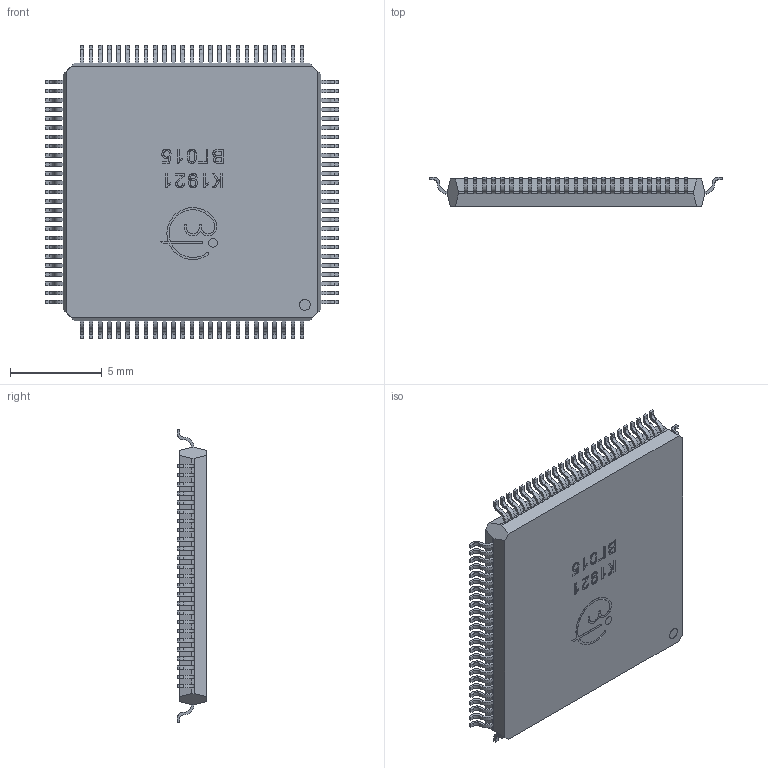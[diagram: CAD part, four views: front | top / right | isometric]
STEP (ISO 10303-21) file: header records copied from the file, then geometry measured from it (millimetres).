
FILE_DESCRIPTION(('STEP AP242'), '1');
FILE_NAME('ﾊ1921ﾂﾃ015(2)', '', ('UNSPECIFIED'), ('UNSPECIFIED'), 'C3D Converter', 'C3D Toolkit', '');
FILE_SCHEMA(('AP242_MANAGED_MODEL_BASED_3D_ENGINEERING_MIM_LF { 1 0 10303 442 1 1 4 }'));
Length unit declared in the file: millimetre
Bounding box: 16 x 1.6 x 16 mm (x, y, z)
Volume: 292.4 mm3; surface area: 557.9 mm2
Topology: 1 solids, 1 shells, 1478 faces, 4223 edges, 2714 vertices
Faces by surface type: plane 930, cylinder 416, extrusion 132
Full cylindrical faces by diameter (mm): 0.472 x1, 0.6 x1
Entity records: 59800 total; most frequent: CARTESIAN_POINT 9206, ORIENTED_EDGE 8442, DIRECTION 7615, EDGE_CURVE 4221, VECTOR 3257, LINE 3125, VERTEX_POINT 2714, AXIS2_PLACEMENT_3D 2179
